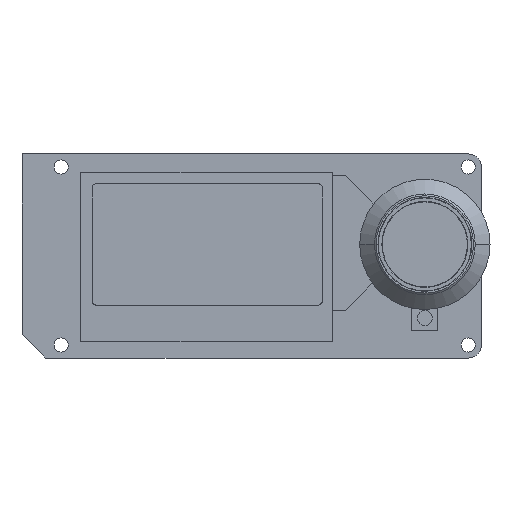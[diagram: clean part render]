
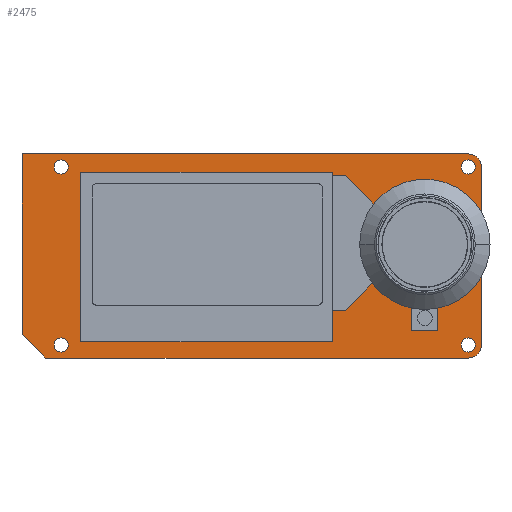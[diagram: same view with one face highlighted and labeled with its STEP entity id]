
A CAD part, front view. The second image highlights one B-rep face of the part: STEP entity #2475.
In plain terms, the highlighted planar face has unit normal (0, -1, 0).
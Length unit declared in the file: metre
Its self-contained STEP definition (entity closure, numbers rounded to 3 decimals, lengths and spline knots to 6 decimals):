
#2 = ORIENTED_EDGE ( 'NONE', *, *, #4783, .T. ) ;
#3 = CIRCLE ( 'NONE', #1796, 0.001625 ) ;
#77 = EDGE_LOOP ( 'NONE', ( #2615, #3235, #4459, #3977, #2523, #1757, #2 ) ) ;
#98 = DIRECTION ( 'NONE',  ( 1., 0., 0. ) ) ;
#159 = EDGE_CURVE ( 'NONE', #990, #888, #2553, .T. ) ;
#179 = EDGE_LOOP ( 'NONE', ( #4184, #747 ) ) ;
#216 = FACE_BOUND ( 'NONE', #179, .T. ) ;
#232 = AXIS2_PLACEMENT_3D ( 'NONE', #3524, #466, #1899 ) ;
#233 = EDGE_CURVE ( 'NONE', #3640, #4532, #2185, .T. ) ;
#294 = AXIS2_PLACEMENT_3D ( 'NONE', #1496, #4230, #4279 ) ;
#314 = DIRECTION ( 'NONE',  ( 0., 0., 1. ) ) ;
#327 = EDGE_LOOP ( 'NONE', ( #1500, #1595 ) ) ;
#357 = AXIS2_PLACEMENT_3D ( 'NONE', #3827, #4291, #4267 ) ;
#361 = CARTESIAN_POINT ( 'NONE',  ( 0.00335, -0.025048, 0.108049 ) ) ;
#442 = CARTESIAN_POINT ( 'NONE',  ( 0.0066, -0.025048, 0.067049 ) ) ;
#466 = DIRECTION ( 'NONE',  ( 0., -1., 0. ) ) ;
#503 = VERTEX_POINT ( 'NONE', #3871 ) ;
#586 = CIRCLE ( 'NONE', #4955, 0.001625 ) ;
#594 = CARTESIAN_POINT ( 'NONE',  ( 0.098725, -0.025048, 0.111049 ) ) ;
#610 = FACE_BOUND ( 'NONE', #327, .T. ) ;
#666 = DIRECTION ( 'NONE',  ( 1., 0., 0. ) ) ;
#676 = AXIS2_PLACEMENT_3D ( 'NONE', #2459, #4015, #2892 ) ;
#687 = FACE_OUTER_BOUND ( 'NONE', #77, .T. ) ;
#747 = ORIENTED_EDGE ( 'NONE', *, *, #159, .T. ) ;
#751 = DIRECTION ( 'NONE',  ( 0., -1., 0. ) ) ;
#881 = CARTESIAN_POINT ( 'NONE',  ( 0.0066, -0.025048, 0.108049 ) ) ;
#888 = VERTEX_POINT ( 'NONE', #2195 ) ;
#990 = VERTEX_POINT ( 'NONE', #2532 ) ;
#1022 = DIRECTION ( 'NONE',  ( -1., 0., 0. ) ) ;
#1041 = PLANE ( 'NONE',  #2855 ) ;
#1044 = CIRCLE ( 'NONE', #294, 0.001625 ) ;
#1078 = LINE ( 'NONE', #4927, #2549 ) ;
#1119 = VERTEX_POINT ( 'NONE', #3853 ) ;
#1145 = CIRCLE ( 'NONE', #2128, 0.001625 ) ;
#1175 = CIRCLE ( 'NONE', #357, 0.001625 ) ;
#1214 = EDGE_CURVE ( 'NONE', #1119, #1928, #4798, .T. ) ;
#1378 = FACE_BOUND ( 'NONE', #3734, .T. ) ;
#1383 = EDGE_CURVE ( 'NONE', #3378, #3559, #1044, .T. ) ;
#1393 = CARTESIAN_POINT ( 'NONE',  ( 0.101725, -0.025048, 0.067049 ) ) ;
#1405 = CARTESIAN_POINT ( 'NONE',  ( 0.00335, -0.025048, 0.067049 ) ) ;
#1442 = LINE ( 'NONE', #2938, #3925 ) ;
#1496 = CARTESIAN_POINT ( 'NONE',  ( 0.004975, -0.025048, 0.067049 ) ) ;
#1500 = ORIENTED_EDGE ( 'NONE', *, *, #1383, .T. ) ;
#1537 = VERTEX_POINT ( 'NONE', #1877 ) ;
#1595 = ORIENTED_EDGE ( 'NONE', *, *, #4849, .T. ) ;
#1689 = EDGE_CURVE ( 'NONE', #888, #990, #2315, .T. ) ;
#1691 = CARTESIAN_POINT ( 'NONE',  ( 0.098725, -0.025048, 0.108049 ) ) ;
#1719 = CIRCLE ( 'NONE', #232, 0.003 ) ;
#1720 = DIRECTION ( 'NONE',  ( 0., 1., 0. ) ) ;
#1752 = EDGE_CURVE ( 'NONE', #3712, #503, #3145, .T. ) ;
#1757 = ORIENTED_EDGE ( 'NONE', *, *, #233, .T. ) ;
#1789 = DIRECTION ( 'NONE',  ( 1., 0., 0. ) ) ;
#1796 = AXIS2_PLACEMENT_3D ( 'NONE', #2932, #4488, #1789 ) ;
#1861 = CIRCLE ( 'NONE', #3510, 0.003 ) ;
#1877 = CARTESIAN_POINT ( 'NONE',  ( 0.101725, -0.025048, 0.108049 ) ) ;
#1899 = DIRECTION ( 'NONE',  ( 0., 0., -1. ) ) ;
#1928 = VERTEX_POINT ( 'NONE', #4284 ) ;
#2049 = ORIENTED_EDGE ( 'NONE', *, *, #4590, .T. ) ;
#2128 = AXIS2_PLACEMENT_3D ( 'NONE', #3947, #3699, #3272 ) ;
#2135 = DIRECTION ( 'NONE',  ( 1., 0., 0. ) ) ;
#2185 = LINE ( 'NONE', #594, #2616 ) ;
#2195 = CARTESIAN_POINT ( 'NONE',  ( 0.10035, -0.025048, 0.067049 ) ) ;
#2217 = LINE ( 'NONE', #3816, #3271 ) ;
#2231 = FACE_BOUND ( 'NONE', #3350, .T. ) ;
#2315 = CIRCLE ( 'NONE', #4680, 0.001625 ) ;
#2322 = CARTESIAN_POINT ( 'NONE',  ( 0.001475, -0.025048, 0.064049 ) ) ;
#2360 = DIRECTION ( 'NONE',  ( 1., 0., 0. ) ) ;
#2434 = CARTESIAN_POINT ( 'NONE',  ( -0.004025, -0.025048, 0.069549 ) ) ;
#2442 = EDGE_CURVE ( 'NONE', #3712, #2680, #1442, .T. ) ;
#2459 = CARTESIAN_POINT ( 'NONE',  ( 0.098725, -0.025048, 0.067049 ) ) ;
#2475 = ADVANCED_FACE ( 'NONE', ( #687, #610, #1378, #216, #2231 ), #1041, .T. ) ;
#2523 = ORIENTED_EDGE ( 'NONE', *, *, #4510, .T. ) ;
#2532 = CARTESIAN_POINT ( 'NONE',  ( 0.0971, -0.025048, 0.067049 ) ) ;
#2549 = VECTOR ( 'NONE', #2579, 1. ) ;
#2553 = CIRCLE ( 'NONE', #676, 0.001625 ) ;
#2579 = DIRECTION ( 'NONE',  ( 0., 0., -1. ) ) ;
#2588 = CARTESIAN_POINT ( 'NONE',  ( 0.04885, -0.025048, 0.087549 ) ) ;
#2615 = ORIENTED_EDGE ( 'NONE', *, *, #2442, .F. ) ;
#2616 = VECTOR ( 'NONE', #1022, 1. ) ;
#2646 = EDGE_CURVE ( 'NONE', #503, #4792, #1719, .T. ) ;
#2680 = VERTEX_POINT ( 'NONE', #2434 ) ;
#2855 = AXIS2_PLACEMENT_3D ( 'NONE', #2588, #4155, #666 ) ;
#2876 = EDGE_CURVE ( 'NONE', #4792, #1537, #2217, .T. ) ;
#2892 = DIRECTION ( 'NONE',  ( 1., 0., 0. ) ) ;
#2932 = CARTESIAN_POINT ( 'NONE',  ( 0.004975, -0.025048, 0.067049 ) ) ;
#2938 = CARTESIAN_POINT ( 'NONE',  ( 0.006069, -0.025048, 0.059455 ) ) ;
#2997 = EDGE_CURVE ( 'NONE', #3983, #4251, #586, .T. ) ;
#3005 = DIRECTION ( 'NONE',  ( -0.707, 0., 0.707 ) ) ;
#3117 = CARTESIAN_POINT ( 'NONE',  ( 0.098725, -0.025048, 0.108049 ) ) ;
#3145 = LINE ( 'NONE', #3971, #4361 ) ;
#3235 = ORIENTED_EDGE ( 'NONE', *, *, #1752, .T. ) ;
#3243 = DIRECTION ( 'NONE',  ( 1., 0., 0. ) ) ;
#3271 = VECTOR ( 'NONE', #314, 1. ) ;
#3272 = DIRECTION ( 'NONE',  ( 1., 0., 0. ) ) ;
#3291 = CARTESIAN_POINT ( 'NONE',  ( 0.004975, -0.025048, 0.108049 ) ) ;
#3350 = EDGE_LOOP ( 'NONE', ( #4337, #3638 ) ) ;
#3378 = VERTEX_POINT ( 'NONE', #442 ) ;
#3417 = CARTESIAN_POINT ( 'NONE',  ( -0.004025, -0.025048, 0.111049 ) ) ;
#3510 = AXIS2_PLACEMENT_3D ( 'NONE', #3117, #751, #4950 ) ;
#3524 = CARTESIAN_POINT ( 'NONE',  ( 0.098725, -0.025048, 0.067049 ) ) ;
#3559 = VERTEX_POINT ( 'NONE', #1405 ) ;
#3638 = ORIENTED_EDGE ( 'NONE', *, *, #2997, .T. ) ;
#3640 = VERTEX_POINT ( 'NONE', #4139 ) ;
#3699 = DIRECTION ( 'NONE',  ( 0., 1., 0. ) ) ;
#3712 = VERTEX_POINT ( 'NONE', #2322 ) ;
#3730 = AXIS2_PLACEMENT_3D ( 'NONE', #1691, #1720, #3243 ) ;
#3734 = EDGE_LOOP ( 'NONE', ( #2049, #4766 ) ) ;
#3816 = CARTESIAN_POINT ( 'NONE',  ( 0.101725, -0.025048, 0.067049 ) ) ;
#3827 = CARTESIAN_POINT ( 'NONE',  ( 0.004975, -0.025048, 0.108049 ) ) ;
#3853 = CARTESIAN_POINT ( 'NONE',  ( 0.0971, -0.025048, 0.108049 ) ) ;
#3871 = CARTESIAN_POINT ( 'NONE',  ( 0.098725, -0.025048, 0.064049 ) ) ;
#3925 = VECTOR ( 'NONE', #3005, 1. ) ;
#3947 = CARTESIAN_POINT ( 'NONE',  ( 0.098725, -0.025048, 0.108049 ) ) ;
#3971 = CARTESIAN_POINT ( 'NONE',  ( -0.004025, -0.025048, 0.064049 ) ) ;
#3977 = ORIENTED_EDGE ( 'NONE', *, *, #2876, .T. ) ;
#3983 = VERTEX_POINT ( 'NONE', #361 ) ;
#4015 = DIRECTION ( 'NONE',  ( 0., 1., 0. ) ) ;
#4139 = CARTESIAN_POINT ( 'NONE',  ( 0.098725, -0.025048, 0.111049 ) ) ;
#4155 = DIRECTION ( 'NONE',  ( 0., -1., 0. ) ) ;
#4184 = ORIENTED_EDGE ( 'NONE', *, *, #1689, .T. ) ;
#4230 = DIRECTION ( 'NONE',  ( 0., 1., 0. ) ) ;
#4251 = VERTEX_POINT ( 'NONE', #881 ) ;
#4267 = DIRECTION ( 'NONE',  ( 1., 0., 0. ) ) ;
#4279 = DIRECTION ( 'NONE',  ( 1., 0., 0. ) ) ;
#4284 = CARTESIAN_POINT ( 'NONE',  ( 0.10035, -0.025048, 0.108049 ) ) ;
#4291 = DIRECTION ( 'NONE',  ( 0., 1., 0. ) ) ;
#4293 = CARTESIAN_POINT ( 'NONE',  ( 0.098725, -0.025048, 0.067049 ) ) ;
#4337 = ORIENTED_EDGE ( 'NONE', *, *, #4476, .T. ) ;
#4361 = VECTOR ( 'NONE', #2360, 1. ) ;
#4377 = DIRECTION ( 'NONE',  ( 0., 1., 0. ) ) ;
#4459 = ORIENTED_EDGE ( 'NONE', *, *, #2646, .T. ) ;
#4476 = EDGE_CURVE ( 'NONE', #4251, #3983, #1175, .T. ) ;
#4488 = DIRECTION ( 'NONE',  ( 0., 1., 0. ) ) ;
#4510 = EDGE_CURVE ( 'NONE', #1537, #3640, #1861, .T. ) ;
#4532 = VERTEX_POINT ( 'NONE', #3417 ) ;
#4590 = EDGE_CURVE ( 'NONE', #1928, #1119, #1145, .T. ) ;
#4680 = AXIS2_PLACEMENT_3D ( 'NONE', #4293, #4377, #98 ) ;
#4766 = ORIENTED_EDGE ( 'NONE', *, *, #1214, .T. ) ;
#4783 = EDGE_CURVE ( 'NONE', #4532, #2680, #1078, .T. ) ;
#4792 = VERTEX_POINT ( 'NONE', #1393 ) ;
#4798 = CIRCLE ( 'NONE', #3730, 0.001625 ) ;
#4829 = DIRECTION ( 'NONE',  ( 0., 1., 0. ) ) ;
#4849 = EDGE_CURVE ( 'NONE', #3559, #3378, #3, .T. ) ;
#4927 = CARTESIAN_POINT ( 'NONE',  ( -0.004025, -0.025048, 0.111049 ) ) ;
#4950 = DIRECTION ( 'NONE',  ( 1., 0., 0. ) ) ;
#4955 = AXIS2_PLACEMENT_3D ( 'NONE', #3291, #4829, #2135 ) ;
